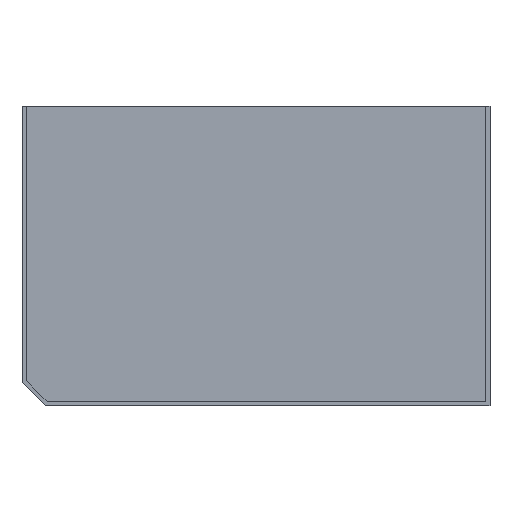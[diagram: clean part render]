
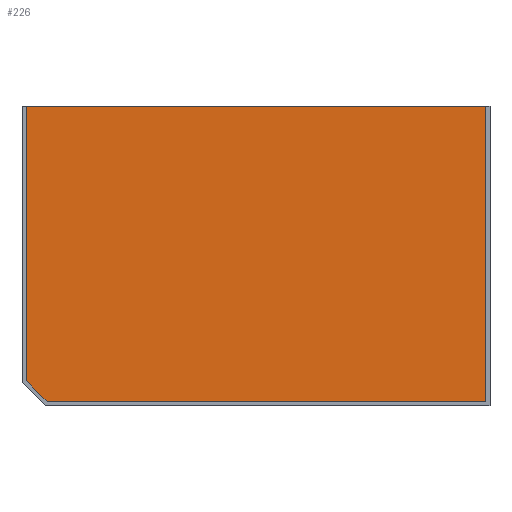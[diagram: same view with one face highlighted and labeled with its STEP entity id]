
A CAD part, top view. The second image highlights one B-rep face of the part: STEP entity #226.
In plain terms, the highlighted planar face has unit normal (0, 0, 1).
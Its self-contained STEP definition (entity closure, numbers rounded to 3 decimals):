
#20=FACE_OUTER_BOUND('',#32,.T.);
#32=EDGE_LOOP('',(#174,#175,#176,#177,#178));
#39=LINE('',#307,#69);
#55=LINE('',#339,#85);
#58=LINE('',#345,#88);
#59=LINE('',#347,#89);
#60=LINE('',#348,#90);
#69=VECTOR('',#251,10.);
#85=VECTOR('',#275,10.);
#88=VECTOR('',#280,10.);
#89=VECTOR('',#281,10.);
#90=VECTOR('',#282,10.);
#99=VERTEX_POINT('',#305);
#100=VERTEX_POINT('',#306);
#112=VERTEX_POINT('',#338);
#114=VERTEX_POINT('',#344);
#115=VERTEX_POINT('',#346);
#119=EDGE_CURVE('',#99,#100,#39,.T.);
#135=EDGE_CURVE('',#99,#112,#55,.T.);
#138=EDGE_CURVE('',#114,#100,#58,.T.);
#139=EDGE_CURVE('',#114,#115,#59,.T.);
#140=EDGE_CURVE('',#112,#115,#60,.T.);
#174=ORIENTED_EDGE('',*,*,#119,.T.);
#175=ORIENTED_EDGE('',*,*,#138,.F.);
#176=ORIENTED_EDGE('',*,*,#139,.T.);
#177=ORIENTED_EDGE('',*,*,#140,.F.);
#178=ORIENTED_EDGE('',*,*,#135,.F.);
#214=PLANE('',#240);
#226=ADVANCED_FACE('',(#20),#214,.T.);
#240=AXIS2_PLACEMENT_3D('',#343,#278,#279);
#251=DIRECTION('',(-1.,0.,0.));
#275=DIRECTION('',(0.,-1.,0.));
#278=DIRECTION('center_axis',(0.,0.,1.));
#279=DIRECTION('ref_axis',(1.,0.,0.));
#280=DIRECTION('',(0.,1.,0.));
#281=DIRECTION('',(0.707,-0.707,0.));
#282=DIRECTION('',(-1.,0.,0.));
#305=CARTESIAN_POINT('',(220.3,146.8,0.));
#306=CARTESIAN_POINT('',(3.2,146.8,0.));
#307=CARTESIAN_POINT('',(57.475,146.8,0.));
#338=CARTESIAN_POINT('',(220.3,7.2,0.));
#339=CARTESIAN_POINT('',(220.3,206.8,0.));
#343=CARTESIAN_POINT('Origin',(111.75,107.,0.));
#344=CARTESIAN_POINT('',(3.2,17.068,0.));
#345=CARTESIAN_POINT('',(3.2,7.2,0.));
#346=CARTESIAN_POINT('',(13.068,7.2,0.));
#347=CARTESIAN_POINT('',(3.141,17.126,0.));
#348=CARTESIAN_POINT('',(220.3,7.2,0.));
